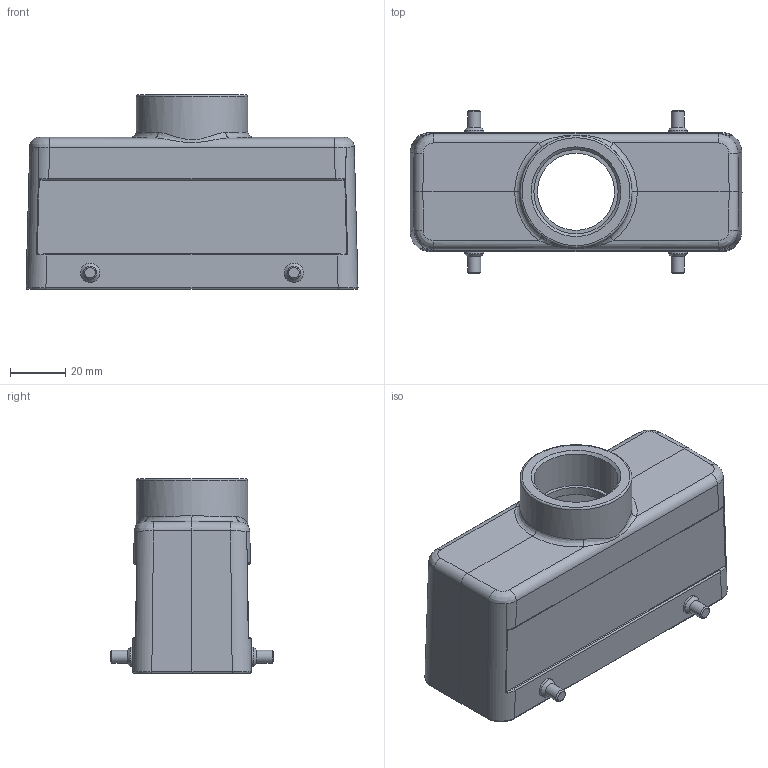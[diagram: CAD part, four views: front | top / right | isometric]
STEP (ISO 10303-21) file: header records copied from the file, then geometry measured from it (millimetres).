
FILE_DESCRIPTION(/* description */ (''),/* implementation_level */ '2;1');
FILE_NAME(/* name */ 'H24B-TE-4B-XXX.stp',/* time_stamp */ '2022-08-12T09:41:12+08:00',/* author */ (''),/* organization */ (''),/* preprocessor_version */ 'ST-DEVELOPER v16',/* originating_system */ 'SIEMENS PLM Software NX 10.0',/* authorisation */ '');
FILE_SCHEMA (('AP203_CONFIGURATION_CONTROLLED_3D_DESIGN_OF_MECHANICAL_PARTS_AND_ASSEMBLIES_MIM_LF { 1 0 10303 403 2 1 2}'));
Length unit declared in the file: millimetre
Products named in the file (1): Admi11682A00h76g
Bounding box: 120.58 x 59.14 x 70.65 mm (x, y, z)
Volume: 72645 mm3; surface area: 46230.6 mm2
Topology: 1 solids, 1 shells, 226 faces, 553 edges, 338 vertices
Faces by surface type: cylinder 88, plane 64, bspline 58, cone 11, revolution 4, torus 1
Full cylindrical faces by diameter (mm): 3 x4, 3.4 x4, 4.8 x4, 7 x4, 27.999 x1, 30.599 x1, 40.599 x1
Entity records: 10016 total; most frequent: CARTESIAN_POINT 5166, ORIENTED_EDGE 1026, DIRECTION 881, EDGE_CURVE 513, AXIS2_PLACEMENT_3D 345, VERTEX_POINT 332, EDGE_LOOP 271, ADVANCED_FACE 226
